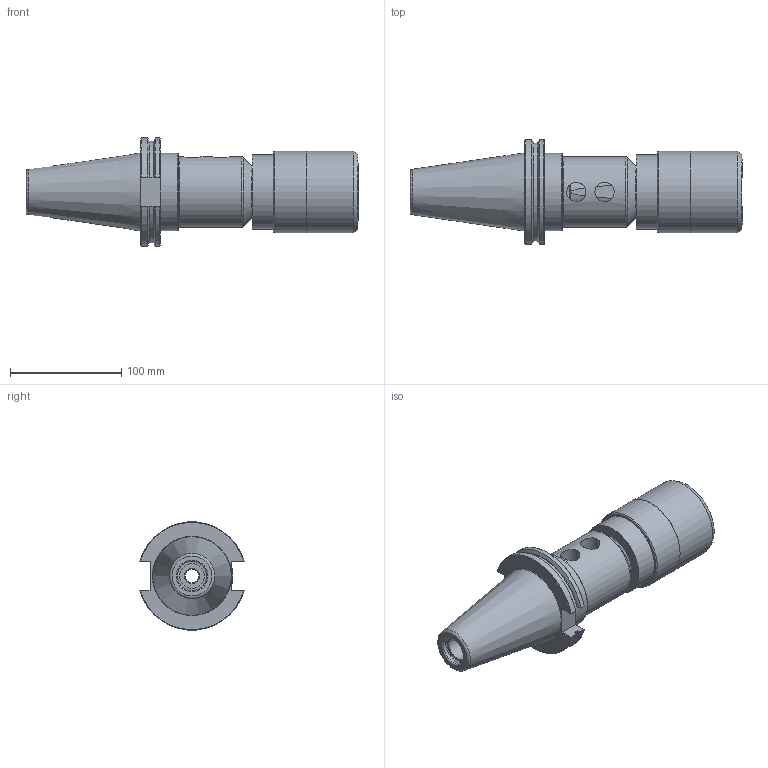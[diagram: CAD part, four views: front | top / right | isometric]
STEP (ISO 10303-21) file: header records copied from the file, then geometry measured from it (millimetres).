
FILE_DESCRIPTION(/* description */ (''),/* implementation_level */ '2;1');
FILE_NAME(/* name */ 'DCAT50-RT3-0774.stp',/* time_stamp */ '2019-08-02T14:29:59-05:00',/* author */ ('ldfli'),/* organization */ (''),/* preprocessor_version */ 'ST-DEVELOPER v18',/* originating_system */ 'Autodesk Inventor LT',/* authorisation */ '');
FILE_SCHEMA (('AUTOMOTIVE_DESIGN { 1 0 10303 214 3 1 1 }'));
Length unit declared in the file: millimetre
Products named in the file (1): DCAT50-RT3-0774
Bounding box: 298.22 x 93.8 x 97.14 mm (x, y, z)
Volume: 801272.2 mm3; surface area: 135624.2 mm2
Topology: 2 solids, 3 shells, 133 faces, 400 edges, 283 vertices
Faces by surface type: plane 52, cylinder 32, cone 27, torus 22
Full cylindrical faces by diameter (mm): 10 x1, 12 x1, 17.323 x2, 21.971 x1, 26.2 x1, 26.7 x1, 30.75 x1, 31.75 x2, 32.75 x1, 48 x1, 49 x1, 59.6 x1, 60 x4, 63.5 x1, 64 x1, 66.5 x2, 67.5 x1, 69.849 x1, 73 x1, 73.5 x1
Entity records: 4907 total; most frequent: CARTESIAN_POINT 1131, DIRECTION 824, ORIENTED_EDGE 800, EDGE_CURVE 400, AXIS2_PLACEMENT_3D 349, VERTEX_POINT 283, CIRCLE 213, EDGE_LOOP 153
